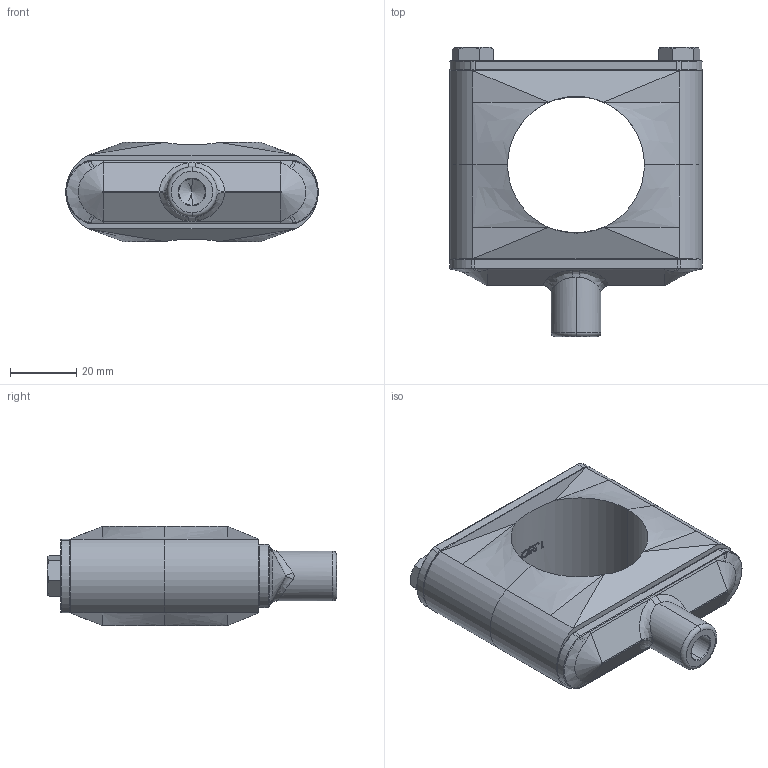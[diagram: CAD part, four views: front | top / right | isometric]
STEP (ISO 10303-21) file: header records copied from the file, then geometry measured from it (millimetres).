
FILE_DESCRIPTION (( 'STEP AP214' ), '1' );
FILE_NAME ('CSDH1.25PXXXSA.STEP', '2021-06-09T06:48:32', ( 'Admin' ), ( '' ), 'SwSTEP 2.0', 'SolidWorks 2020', '' );
FILE_SCHEMA (( 'AUTOMOTIVE_DESIGN' ));
Length unit declared in the file: millimetre
Products named in the file (5): SD-03-HP; SD-3-SID2-1.25CP Rev D; Hex Bolt 0.25_20 x 2.25_92198A551; CSDH1.25PXXXSA; SD-03-D3NP Rev C
Assembly tree (6 placements, depth 2):
  CSDH1.25PXXXSA
    SD-03-D3NP Rev C
    SD-3-SID2-1.25CP Rev D  x2
    SD-03-HP
    Hex Bolt 0.25_20 x 2.25_92198A551  x2
Bounding box: 75.95 x 86.98 x 29.85 mm (x, y, z)
Volume: 81340.4 mm3; surface area: 31788.3 mm2
Topology: 6 solids, 6 shells, 1589 faces, 4161 edges, 2731 vertices
Faces by surface type: plane 697, bspline 640, cylinder 158, cone 50, torus 42, sphere 2
Entity records: 60477 total; most frequent: CARTESIAN_POINT 37654, ORIENTED_EDGE 5444, DIRECTION 3223, EDGE_CURVE 2722, VERTEX_POINT 1780, VECTOR 1453, LINE 1453, EDGE_LOOP 1160
